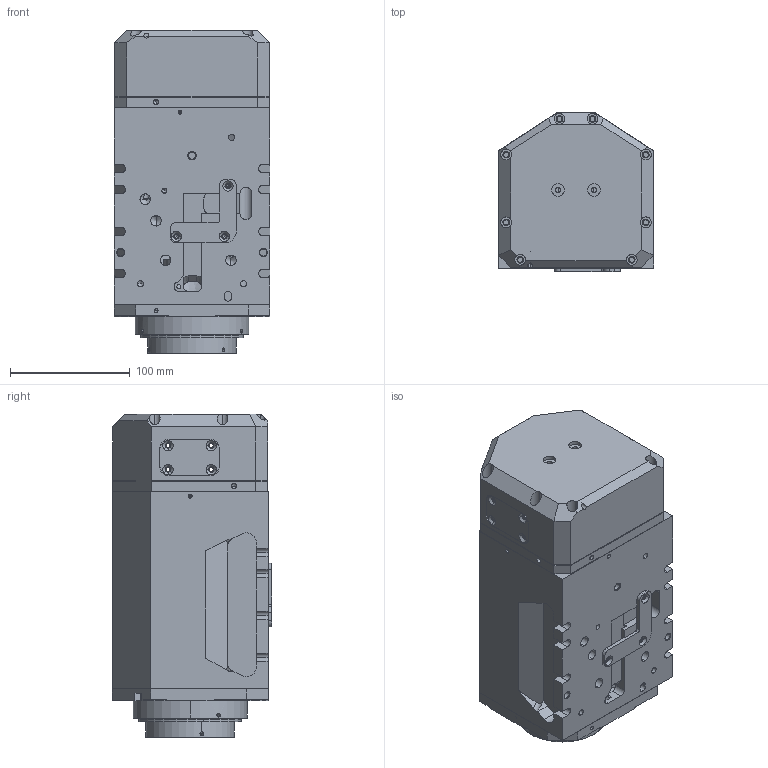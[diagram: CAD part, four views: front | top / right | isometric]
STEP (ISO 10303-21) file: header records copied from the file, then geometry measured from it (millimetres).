
FILE_DESCRIPTION (( 'STEP AP203' ), '1' );
FILE_NAME ('GDL65-HSK63F-24Z-12-4蚾饜极.STEP', '2024-08-03T04:47:53', ( '00' ), ( '' ), 'SwSTEP 2.0', 'SolidWorks 2018', '' );
FILE_SCHEMA (( 'CONFIG_CONTROL_DESIGN' ));
Length unit declared in the file: millimetre
Products named in the file (9): ヶ傷裔; 綴粣創釱; 滅鳥裔; 潰党裔啣; 盄縐; 儂褲; GDL65-HSK63F-24Z-12-4蚾饜极; 翋粣; ァ詰极
Assembly tree (9 placements, depth 2):
  GDL65-HSK63F-24Z-12-4蚾饜极
    儂褲
    綴粣創釱
    ァ詰极
    潰党裔啣  x2
    ヶ傷裔
    翋粣
    滅鳥裔
    盄縐
Bounding box: 130 x 133 x 270 mm (x, y, z)
Volume: 1632308.9 mm3; surface area: 464607.8 mm2
Topology: 9 solids, 9 shells, 1181 faces, 3096 edges, 1921 vertices
Faces by surface type: cylinder 649, plane 292, cone 227, bspline 13
Entity records: 43549 total; most frequent: CARTESIAN_POINT 14034, DIRECTION 6193, ORIENTED_EDGE 5794, EDGE_CURVE 2897, AXIS2_PLACEMENT_3D 2441, VERTEX_POINT 1876, EDGE_LOOP 1475, LINE 1311
